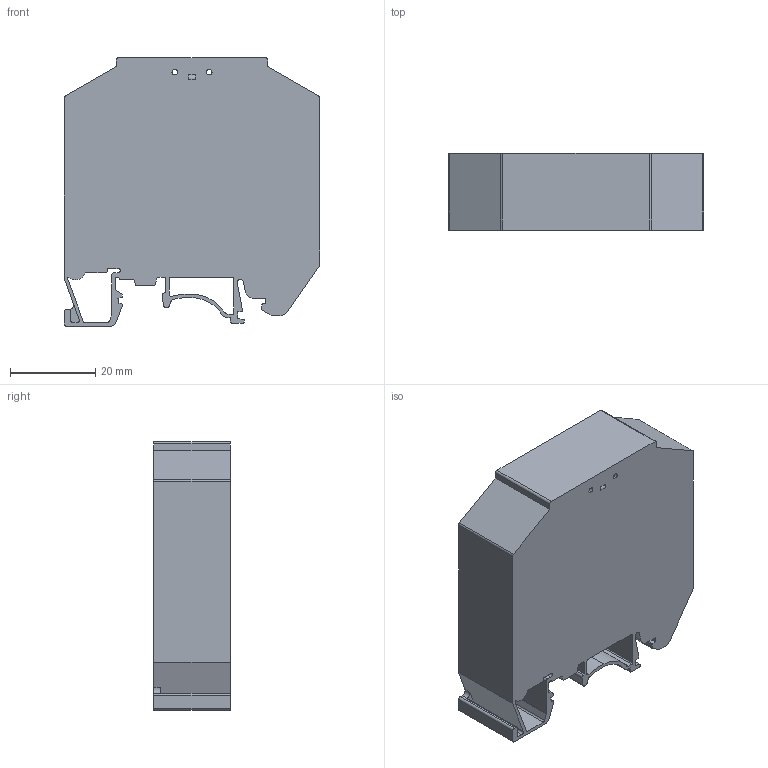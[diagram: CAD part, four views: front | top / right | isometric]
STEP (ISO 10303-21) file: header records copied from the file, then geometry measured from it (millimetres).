
FILE_DESCRIPTION(/* description */ ('Unknown'),/* implementation_level */ '2;1');
FILE_NAME(/* name */ '6OAT25H',/* time_stamp */ '2016-10-10T11:27:45+06:00',/* author */ ('Unknown'),/* organization */ ('Unknown'),/* preprocessor_version */ 'ST-DEVELOPER v16',/* originating_system */ 'DEX',/* authorisation */ $);
FILE_SCHEMA (('AUTOMOTIVE_DESIGN {1 0 10303 214 3 1 1}'));
Length unit declared in the file: millimetre
Products named in the file (1): 6OAT25H
Bounding box: 60 x 18 x 63 mm (x, y, z)
Volume: 56239.6 mm3; surface area: 13152.6 mm2
Topology: 1 solids, 1 shells, 117 faces, 342 edges, 228 vertices
Faces by surface type: plane 67, cylinder 50
Full cylindrical faces by diameter (mm): 1.3 x2
Entity records: 3916 total; most frequent: CARTESIAN_POINT 682, ORIENTED_EDGE 676, DIRECTION 676, EDGE_CURVE 338, LINE 236, VECTOR 236, VERTEX_POINT 226, AXIS2_PLACEMENT_3D 220
